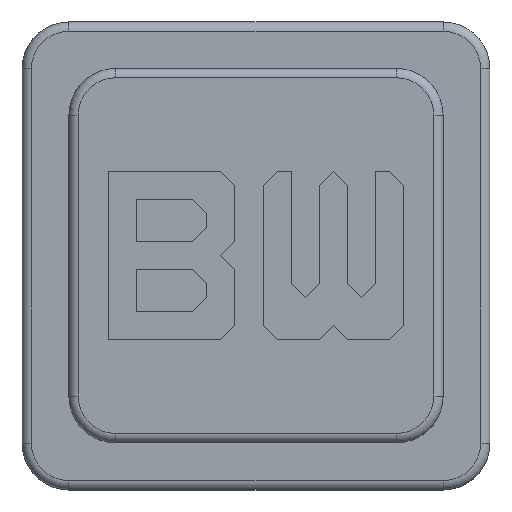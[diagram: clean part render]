
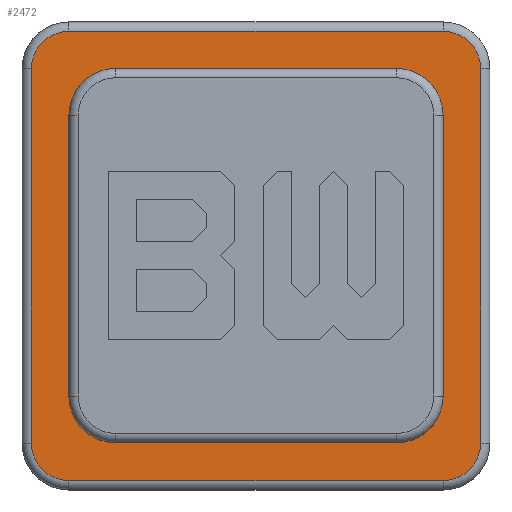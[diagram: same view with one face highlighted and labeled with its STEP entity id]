
A CAD part, top view. The second image highlights one B-rep face of the part: STEP entity #2472.
In plain terms, the highlighted planar face has unit normal (0, 0, 1).
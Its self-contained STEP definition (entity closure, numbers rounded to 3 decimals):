
#29=FACE_BOUND('',#340,.T.);
#44=PLANE('',#2689);
#186=FACE_OUTER_BOUND('',#339,.T.);
#339=EDGE_LOOP('',(#1867,#1868,#1869,#1870,#1871,#1872,#1873,#1874));
#340=EDGE_LOOP('',(#1875,#1876,#1877,#1878,#1879,#1880,#1881,#1882));
#526=LINE('',#3799,#799);
#527=LINE('',#3807,#800);
#528=LINE('',#3815,#801);
#529=LINE('',#3826,#802);
#532=LINE('',#3836,#805);
#533=LINE('',#3840,#806);
#534=LINE('',#3844,#807);
#535=LINE('',#3848,#808);
#799=VECTOR('',#3040,10.);
#800=VECTOR('',#3051,10.);
#801=VECTOR('',#3062,10.);
#802=VECTOR('',#3075,10.);
#805=VECTOR('',#3088,10.);
#806=VECTOR('',#3091,10.);
#807=VECTOR('',#3094,10.);
#808=VECTOR('',#3097,10.);
#1049=CIRCLE('',#2671,0.5);
#1052=CIRCLE('',#2676,0.5);
#1055=CIRCLE('',#2681,0.5);
#1058=CIRCLE('',#2686,0.5);
#1060=CIRCLE('',#2690,0.8);
#1061=CIRCLE('',#2691,0.8);
#1062=CIRCLE('',#2692,0.8);
#1063=CIRCLE('',#2693,0.8);
#1169=VERTEX_POINT('',#3793);
#1171=VERTEX_POINT('',#3797);
#1172=VERTEX_POINT('',#3801);
#1173=VERTEX_POINT('',#3805);
#1174=VERTEX_POINT('',#3809);
#1175=VERTEX_POINT('',#3813);
#1177=VERTEX_POINT('',#3818);
#1179=VERTEX_POINT('',#3824);
#1180=VERTEX_POINT('',#3834);
#1181=VERTEX_POINT('',#3835);
#1182=VERTEX_POINT('',#3837);
#1183=VERTEX_POINT('',#3839);
#1184=VERTEX_POINT('',#3841);
#1185=VERTEX_POINT('',#3843);
#1186=VERTEX_POINT('',#3845);
#1187=VERTEX_POINT('',#3847);
#1422=EDGE_CURVE('',#1171,#1169,#526,.T.);
#1424=EDGE_CURVE('',#1172,#1171,#1049,.T.);
#1426=EDGE_CURVE('',#1173,#1172,#527,.T.);
#1428=EDGE_CURVE('',#1174,#1173,#1052,.T.);
#1430=EDGE_CURVE('',#1175,#1174,#528,.T.);
#1432=EDGE_CURVE('',#1177,#1175,#1055,.T.);
#1435=EDGE_CURVE('',#1179,#1177,#529,.T.);
#1437=EDGE_CURVE('',#1169,#1179,#1058,.T.);
#1440=EDGE_CURVE('',#1180,#1181,#532,.T.);
#1441=EDGE_CURVE('',#1182,#1180,#1060,.T.);
#1442=EDGE_CURVE('',#1183,#1182,#533,.T.);
#1443=EDGE_CURVE('',#1184,#1183,#1061,.T.);
#1444=EDGE_CURVE('',#1185,#1184,#534,.T.);
#1445=EDGE_CURVE('',#1186,#1185,#1062,.T.);
#1446=EDGE_CURVE('',#1187,#1186,#535,.T.);
#1447=EDGE_CURVE('',#1181,#1187,#1063,.T.);
#1867=ORIENTED_EDGE('',*,*,#1440,.F.);
#1868=ORIENTED_EDGE('',*,*,#1441,.F.);
#1869=ORIENTED_EDGE('',*,*,#1442,.F.);
#1870=ORIENTED_EDGE('',*,*,#1443,.F.);
#1871=ORIENTED_EDGE('',*,*,#1444,.F.);
#1872=ORIENTED_EDGE('',*,*,#1445,.F.);
#1873=ORIENTED_EDGE('',*,*,#1446,.F.);
#1874=ORIENTED_EDGE('',*,*,#1447,.F.);
#1875=ORIENTED_EDGE('',*,*,#1422,.F.);
#1876=ORIENTED_EDGE('',*,*,#1424,.F.);
#1877=ORIENTED_EDGE('',*,*,#1426,.F.);
#1878=ORIENTED_EDGE('',*,*,#1428,.F.);
#1879=ORIENTED_EDGE('',*,*,#1430,.F.);
#1880=ORIENTED_EDGE('',*,*,#1432,.F.);
#1881=ORIENTED_EDGE('',*,*,#1435,.F.);
#1882=ORIENTED_EDGE('',*,*,#1437,.F.);
#2472=ADVANCED_FACE('',(#186,#29),#44,.T.);
#2671=AXIS2_PLACEMENT_3D('',#3803,#3045,#3046);
#2676=AXIS2_PLACEMENT_3D('',#3811,#3056,#3057);
#2681=AXIS2_PLACEMENT_3D('',#3820,#3067,#3068);
#2686=AXIS2_PLACEMENT_3D('',#3829,#3079,#3080);
#2689=AXIS2_PLACEMENT_3D('',#3833,#3086,#3087);
#2690=AXIS2_PLACEMENT_3D('',#3838,#3089,#3090);
#2691=AXIS2_PLACEMENT_3D('',#3842,#3092,#3093);
#2692=AXIS2_PLACEMENT_3D('',#3846,#3095,#3096);
#2693=AXIS2_PLACEMENT_3D('',#3849,#3098,#3099);
#3040=DIRECTION('',(1.,0.,0.));
#3045=DIRECTION('center_axis',(0.,0.,1.));
#3046=DIRECTION('ref_axis',(-0.707,-0.707,0.));
#3051=DIRECTION('',(0.,-1.,0.));
#3056=DIRECTION('center_axis',(0.,0.,1.));
#3057=DIRECTION('ref_axis',(-0.707,0.707,0.));
#3062=DIRECTION('',(-1.,0.,0.));
#3067=DIRECTION('center_axis',(0.,0.,1.));
#3068=DIRECTION('ref_axis',(0.707,0.707,0.));
#3075=DIRECTION('',(0.,1.,0.));
#3079=DIRECTION('center_axis',(0.,0.,1.));
#3080=DIRECTION('ref_axis',(0.707,-0.707,0.));
#3086=DIRECTION('center_axis',(0.,0.,1.));
#3087=DIRECTION('ref_axis',(1.,0.,0.));
#3088=DIRECTION('',(1.,0.,0.));
#3089=DIRECTION('center_axis',(0.,0.,-1.));
#3090=DIRECTION('ref_axis',(-0.707,0.707,0.));
#3091=DIRECTION('',(0.,1.,0.));
#3092=DIRECTION('center_axis',(0.,0.,-1.));
#3093=DIRECTION('ref_axis',(-0.707,-0.707,0.));
#3094=DIRECTION('',(-1.,0.,0.));
#3095=DIRECTION('center_axis',(0.,0.,-1.));
#3096=DIRECTION('ref_axis',(0.707,-0.707,0.));
#3097=DIRECTION('',(0.,-1.,0.));
#3098=DIRECTION('center_axis',(0.,0.,-1.));
#3099=DIRECTION('ref_axis',(0.707,0.707,0.));
#3793=CARTESIAN_POINT('',(1.7,-2.2,1.));
#3797=CARTESIAN_POINT('',(-1.7,-2.2,1.));
#3799=CARTESIAN_POINT('',(-0.85,-2.2,1.));
#3801=CARTESIAN_POINT('',(-2.2,-1.7,1.));
#3803=CARTESIAN_POINT('Origin',(-1.7,-1.7,1.));
#3805=CARTESIAN_POINT('',(-2.2,1.7,1.));
#3807=CARTESIAN_POINT('',(-2.2,0.85,1.));
#3809=CARTESIAN_POINT('',(-1.7,2.2,1.));
#3811=CARTESIAN_POINT('Origin',(-1.7,1.7,1.));
#3813=CARTESIAN_POINT('',(1.7,2.2,1.));
#3815=CARTESIAN_POINT('',(0.85,2.2,1.));
#3818=CARTESIAN_POINT('',(2.2,1.7,1.));
#3820=CARTESIAN_POINT('Origin',(1.7,1.7,1.));
#3824=CARTESIAN_POINT('',(2.2,-1.7,1.));
#3826=CARTESIAN_POINT('',(2.2,-0.85,1.));
#3829=CARTESIAN_POINT('Origin',(1.7,-1.7,1.));
#3833=CARTESIAN_POINT('Origin',(0.,0.,1.));
#3834=CARTESIAN_POINT('',(-4.,4.8,1.));
#3835=CARTESIAN_POINT('',(4.,4.8,1.));
#3836=CARTESIAN_POINT('',(2.,4.8,1.));
#3837=CARTESIAN_POINT('',(-4.8,4.,1.));
#3838=CARTESIAN_POINT('Origin',(-4.,4.,1.));
#3839=CARTESIAN_POINT('',(-4.8,-4.,1.));
#3840=CARTESIAN_POINT('',(-4.8,2.,1.));
#3841=CARTESIAN_POINT('',(-4.,-4.8,1.));
#3842=CARTESIAN_POINT('Origin',(-4.,-4.,1.));
#3843=CARTESIAN_POINT('',(4.,-4.8,1.));
#3844=CARTESIAN_POINT('',(-2.,-4.8,1.));
#3845=CARTESIAN_POINT('',(4.8,-4.,1.));
#3846=CARTESIAN_POINT('Origin',(4.,-4.,1.));
#3847=CARTESIAN_POINT('',(4.8,4.,1.));
#3848=CARTESIAN_POINT('',(4.8,-2.,1.));
#3849=CARTESIAN_POINT('Origin',(4.,4.,1.));
